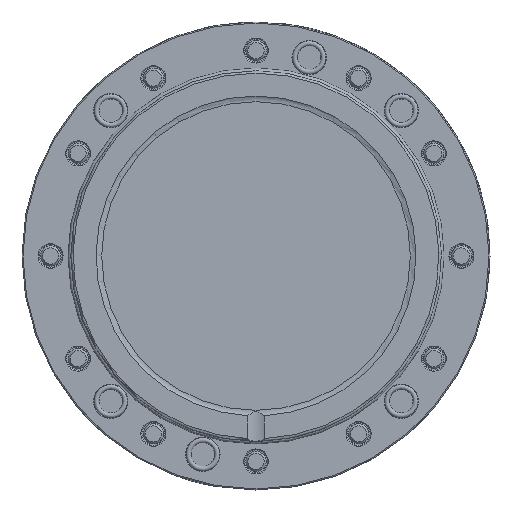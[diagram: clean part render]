
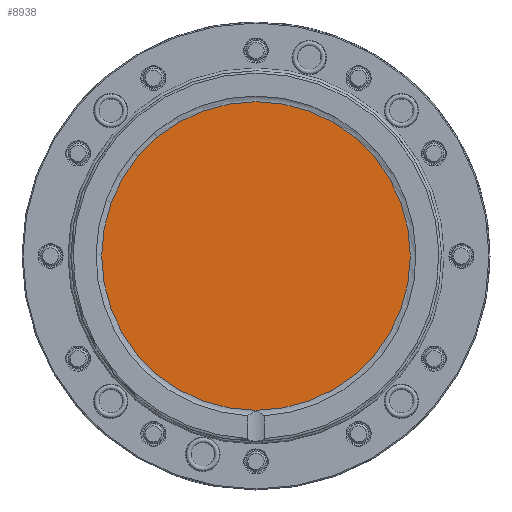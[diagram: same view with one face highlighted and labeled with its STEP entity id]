
A CAD part, front view. The second image highlights one B-rep face of the part: STEP entity #8938.
In plain terms, the highlighted planar face has unit normal (0, -1, 0).
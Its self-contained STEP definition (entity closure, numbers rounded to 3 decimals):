
#7 = CARTESIAN_POINT ( 'NONE',  ( 0., -17.6, 45.842 ) ) ;
#3576 = EDGE_CURVE ( 'NONE', #9452, #9452, #18275, .T. ) ;
#8526 = ORIENTED_EDGE ( 'NONE', *, *, #3576, .F. ) ;
#8938 = ADVANCED_FACE ( 'NONE', ( #12877 ), #18076, .F. ) ;
#9452 = VERTEX_POINT ( 'NONE', #7 ) ;
#10232 = CARTESIAN_POINT ( 'NONE',  ( 0., -17.6, 0. ) ) ;
#12407 = DIRECTION ( 'NONE',  ( 0., 1., 0. ) ) ;
#12877 = FACE_OUTER_BOUND ( 'NONE', #21114, .T. ) ;
#14316 = DIRECTION ( 'NONE',  ( 0., 1., 0. ) ) ;
#16101 = DIRECTION ( 'NONE',  ( 0., 0., 1. ) ) ;
#16479 = DIRECTION ( 'NONE',  ( 0., 0., 1. ) ) ;
#18076 = PLANE ( 'NONE',  #22989 ) ;
#18275 = CIRCLE ( 'NONE', #19969, 45.842 ) ;
#19969 = AXIS2_PLACEMENT_3D ( 'NONE', #23987, #14316, #16479 ) ;
#21114 = EDGE_LOOP ( 'NONE', ( #8526 ) ) ;
#22989 = AXIS2_PLACEMENT_3D ( 'NONE', #10232, #12407, #16101 ) ;
#23987 = CARTESIAN_POINT ( 'NONE',  ( 0., -17.6, 0. ) ) ;
